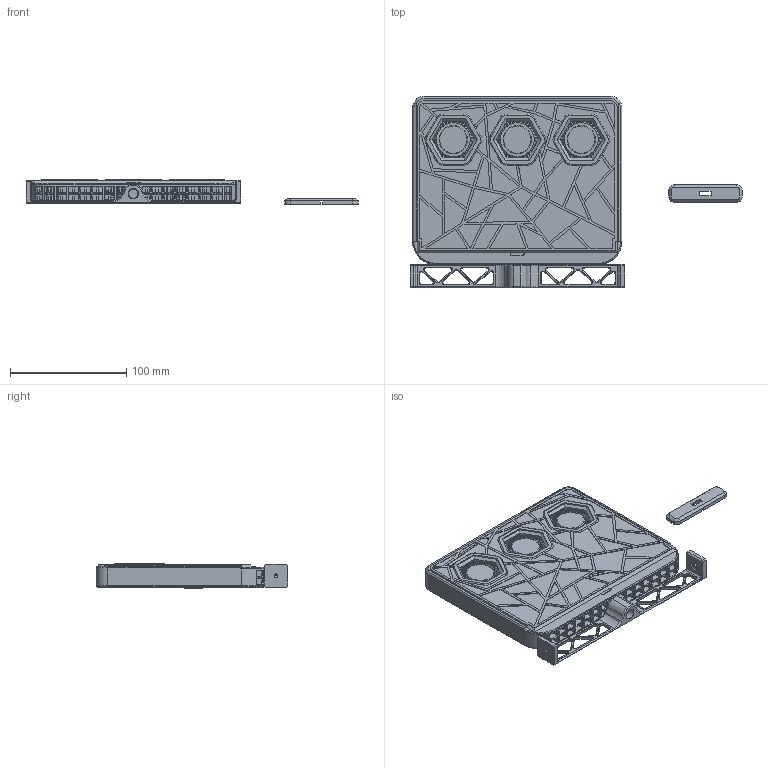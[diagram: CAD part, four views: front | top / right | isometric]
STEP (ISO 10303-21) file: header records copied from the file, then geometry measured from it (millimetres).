
FILE_DESCRIPTION(/* description */ (''),/* implementation_level */ '2;1');
FILE_NAME(/* name */ 'fan project v33.step',/* time_stamp */ '2022-12-08T00:18:22-08:00',/* author */ (''),/* organization */ (''),/* preprocessor_version */ 'ST-DEVELOPER v19.2',/* originating_system */ 'Autodesk Translation Framework v11.17.0.187',/* authorisation */ '');
FILE_SCHEMA (('AUTOMOTIVE_DESIGN { 1 0 10303 214 3 1 1 }'));
Products named in the file (14): fan project; Radial-Cooling-Fan-5015-DC12V v1; turbine; bottom; Radial-Cooling-Fan-5015-DC12V v1 (1); turbine (1); bottom (1); Radial-Cooling-Fan-5015-DC12V v1 (2); turbine (2); bottom (2); Filter Body; Filter lid; mounting bracket; solder-jig
Assembly tree (13 placements, depth 3):
  fan project
    Radial-Cooling-Fan-5015-DC12V v1
      turbine
      bottom
    Radial-Cooling-Fan-5015-DC12V v1 (1)
      turbine (1)
      bottom (1)
    Radial-Cooling-Fan-5015-DC12V v1 (2)
      turbine (2)
      bottom (2)
    Filter Body
    Filter lid
    mounting bracket
    solder-jig
Bounding box: 285.42 x 164.64 x 21 mm (x, y, z)
Volume: 216393.1 mm3; surface area: 198219.5 mm2
Topology: 13 solids, 13 shells, 2256 faces, 6182 edges, 3945 vertices
Faces by surface type: plane 1441, cylinder 599, cone 189, torus 24, bspline 3
Full cylindrical faces by diameter (mm): 3.1 x2, 4.5 x6, 5 x3, 5.65 x6, 6 x2, 8 x1, 9 x1, 10.3 x1, 10.5 x2, 22.8 x3, 24.5 x3
Entity records: 72870 total; most frequent: CARTESIAN_POINT 13866, ORIENTED_EDGE 12364, DIRECTION 12305, EDGE_CURVE 6182, AXIS2_PLACEMENT_3D 4111, LINE 4083, VECTOR 4083, VERTEX_POINT 3945
